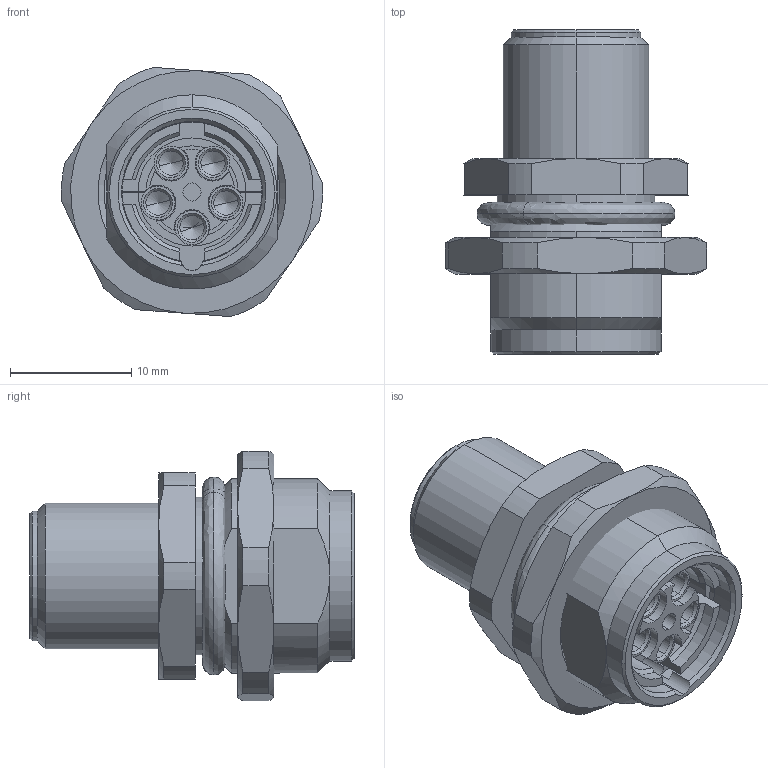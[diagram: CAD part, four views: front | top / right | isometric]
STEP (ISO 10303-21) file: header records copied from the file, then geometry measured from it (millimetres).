
FILE_DESCRIPTION (( 'STEP AP203' ), '1' );
FILE_NAME ('P226.STEP', '2020-04-01T02:14:44', ( 'edpusr' ), ( 'Microsoft' ), 'SwSTEP 2.0', 'SolidWorks 2015', '' );
FILE_SCHEMA (( 'CONFIG_CONTROL_DESIGN' ));
Length unit declared in the file: millimetre
Products named in the file (1): P226
Bounding box: 21.49 x 26.7 x 20.52 mm (x, y, z)
Surface area: 6947.2 mm2 (no closed solid volume)
Topology: 0 solids, 11 shells, 426 faces, 1076 edges, 687 vertices
Faces by surface type: cylinder 195, plane 130, cone 86, bspline 15
Entity records: 13417 total; most frequent: CARTESIAN_POINT 2913, DIRECTION 2305, ORIENTED_EDGE 2120, EDGE_CURVE 1064, AXIS2_PLACEMENT_3D 939, VERTEX_POINT 687, CIRCLE 527, EDGE_LOOP 485
